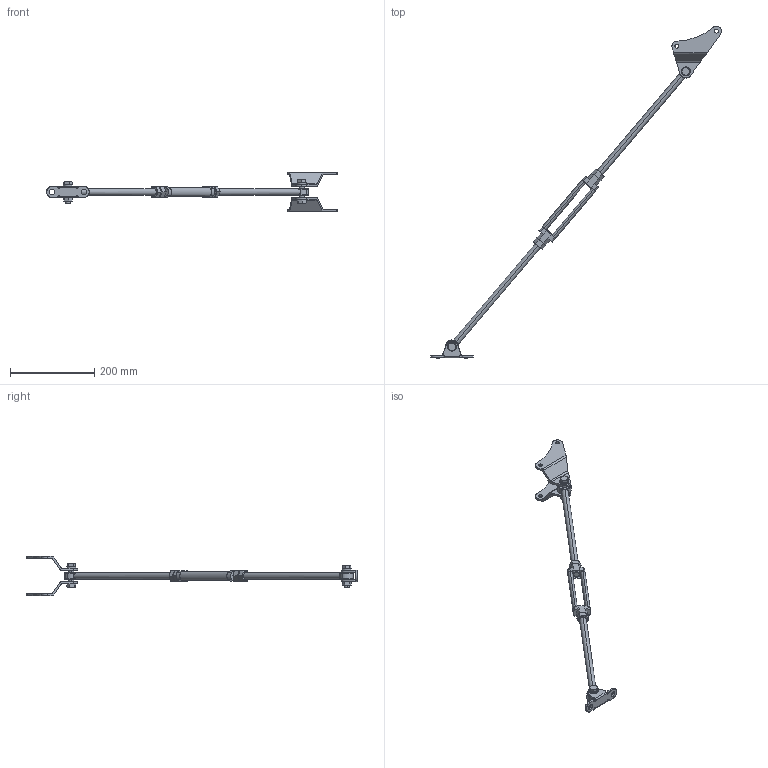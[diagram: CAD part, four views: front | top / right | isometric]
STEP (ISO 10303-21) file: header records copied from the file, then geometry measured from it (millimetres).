
FILE_DESCRIPTION (( 'STEP AP214' ), '1' );
FILE_NAME ('SMR2-TARM.STEP', '2017-06-26T20:23:18', ( '' ), ( '' ), 'SwSTEP 2.0', 'SolidWorks 2017', '' );
FILE_SCHEMA (( 'AUTOMOTIVE_DESIGN' ));
Length unit declared in the file: inch
Products named in the file (6): SMR2-TA_4; SMR2-TA_3; SMR2-TA_2; SMR2-TA_1; SMR2-TARM; SMR2-TA_5
Assembly tree (5 placements, depth 2):
  SMR2-TARM
    SMR2-TA_1
    SMR2-TA_2
    SMR2-TA_3
    SMR2-TA_4
    SMR2-TA_5
Bounding box: 692.43 x 790.14 x 95 mm (x, y, z)
Volume: 362791.9 mm3; surface area: 127826.7 mm2
Topology: 15 solids, 15 shells, 438 faces, 1066 edges, 653 vertices
Faces by surface type: plane 164, cylinder 132, bspline 86, cone 56
Entity records: 20814 total; most frequent: CARTESIAN_POINT 5802, ORIENTED_EDGE 2112, DIRECTION 1870, EDGE_CURVE 1056, AXIS2_PLACEMENT_3D 703, VERTEX_POINT 652, EDGE_LOOP 482, LINE 464
